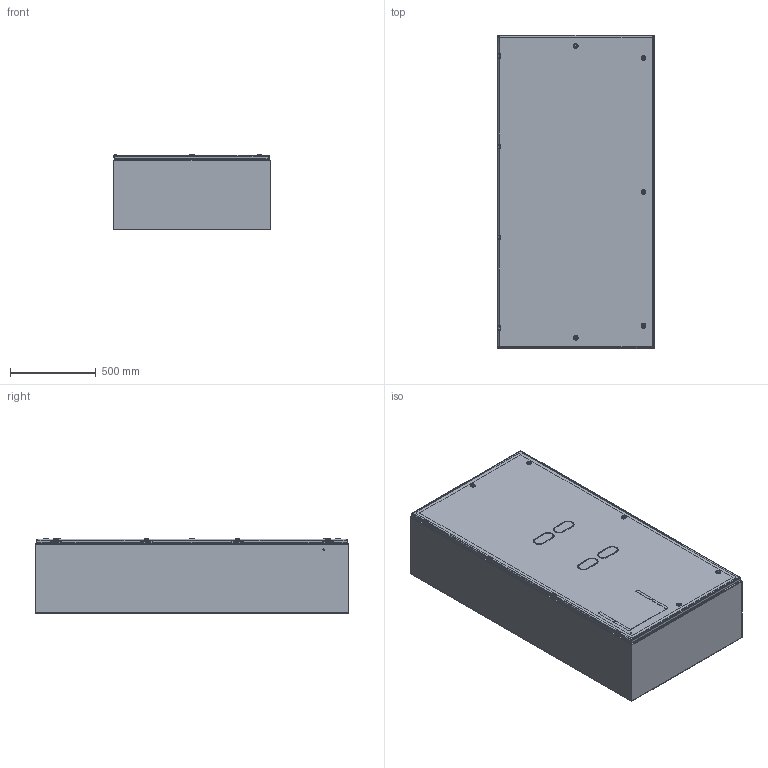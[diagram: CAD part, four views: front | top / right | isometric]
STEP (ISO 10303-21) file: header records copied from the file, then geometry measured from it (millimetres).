
FILE_DESCRIPTION (( 'STEP AP203' ), '1' );
FILE_NAME ('SCE-72EL3616SS6LP.step', '2021-02-09T18:17:46', ( 'ADC123' ), ( 'Microsoft' ), 'SwSTEP 2.0', 'SolidWorks 2019', '' );
FILE_SCHEMA (( 'CONFIG_CONTROL_DESIGN' ));
Length unit declared in the file: inch
Products named in the file (1): SCE-72EL3616SS6LP
Bounding box: 914.4 x 1828.8 x 438.31 mm (x, y, z)
Surface area: 16027900.3 mm2 (no closed solid volume)
Topology: 0 solids, 95 shells, 5420 faces, 13955 edges, 8757 vertices
Faces by surface type: plane 2661, cylinder 1535, bspline 1032, cone 140, torus 52
Full cylindrical faces by diameter (mm): 3.454 x4, 3.962 x4, 3.978 x4, 4.318 x12, 4.369 x8, 4.978 x16, 5 x5, 5.156 x8, 5.182 x8, 5.2 x8, 5.5 x5, 5.537 x4, 6.198 x8, 6.299 x4, 6.35 x8, 6.363 x2, 6.756 x8, 7.137 x4, 8.433 x8, 9.296 x8, 9.322 x8, 9.525 x8, 9.9 x5, 10 x15, 10.8 x3, 11.112 x4, 12.7 x8, 12.8 x5, 13.5 x5, 14.288 x2
Entity records: 216643 total; most frequent: CARTESIAN_POINT 96872, ORIENTED_EDGE 26179, DIRECTION 22075, EDGE_CURVE 13097, VERTEX_POINT 8495, AXIS2_PLACEMENT_3D 7529, VECTOR 7017, LINE 7017
